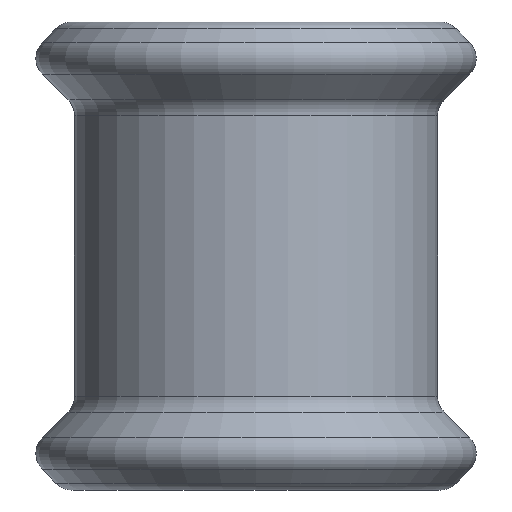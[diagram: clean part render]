
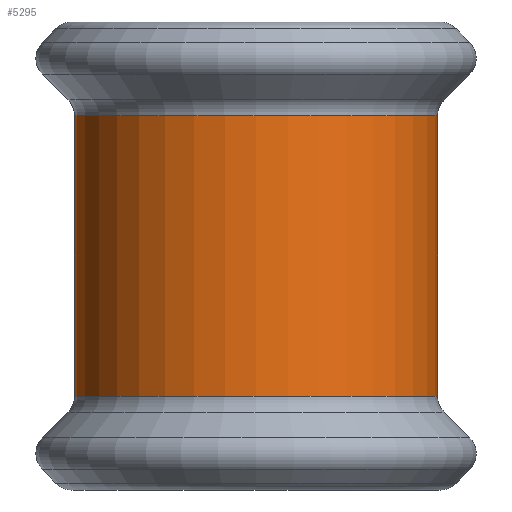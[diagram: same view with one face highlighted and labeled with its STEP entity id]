
A CAD part, front view. The second image highlights one B-rep face of the part: STEP entity #5295.
In plain terms, the highlighted cylindrical face has radius 6.16 mm (diameter 12.319 mm), a partial arc.
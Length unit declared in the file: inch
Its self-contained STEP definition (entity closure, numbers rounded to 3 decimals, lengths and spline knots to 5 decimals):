
#328 = CARTESIAN_POINT ( 'NONE',  ( -0.055, -0.594, 0.18751 ) ) ;
#431 = EDGE_CURVE ( 'NONE', #2522, #3243, #3072, .T. ) ;
#835 = AXIS2_PLACEMENT_3D ( 'NONE', #5166, #2421, #5628 ) ;
#899 = CARTESIAN_POINT ( 'NONE',  ( -0.055, -0.594, 0.18751 ) ) ;
#1204 = EDGE_CURVE ( 'NONE', #5743, #4962, #4054, .T. ) ;
#1348 = AXIS2_PLACEMENT_3D ( 'NONE', #1847, #5025, #2289 ) ;
#1847 = CARTESIAN_POINT ( 'NONE',  ( 0.1875, -0.594, -0.18751 ) ) ;
#2281 = DIRECTION ( 'NONE',  ( 0., 0., 1. ) ) ;
#2289 = DIRECTION ( 'NONE',  ( 1., 0., 0. ) ) ;
#2352 = ORIENTED_EDGE ( 'NONE', *, *, #431, .T. ) ;
#2421 = DIRECTION ( 'NONE',  ( 0., 0., 1. ) ) ;
#2441 = DIRECTION ( 'NONE',  ( 0., 0., 1. ) ) ;
#2490 = DIRECTION ( 'NONE',  ( 1., 0., 0. ) ) ;
#2522 = VERTEX_POINT ( 'NONE', #4985 ) ;
#2561 = EDGE_CURVE ( 'NONE', #5743, #2522, #4462, .T. ) ;
#2856 = VECTOR ( 'NONE', #2281, 39.37008 ) ;
#3072 = LINE ( 'NONE', #4007, #3206 ) ;
#3206 = VECTOR ( 'NONE', #4910, 39.37008 ) ;
#3243 = VERTEX_POINT ( 'NONE', #4542 ) ;
#3289 = ORIENTED_EDGE ( 'NONE', *, *, #4835, .F. ) ;
#3465 = EDGE_LOOP ( 'NONE', ( #5491, #2352, #3289, #5844 ) ) ;
#3887 = FACE_OUTER_BOUND ( 'NONE', #3465, .T. ) ;
#4007 = CARTESIAN_POINT ( 'NONE',  ( 0.43, -0.594, 0. ) ) ;
#4054 = LINE ( 'NONE', #899, #2856 ) ;
#4462 = CIRCLE ( 'NONE', #1348, 0.2425 ) ;
#4527 = CIRCLE ( 'NONE', #835, 0.2425 ) ;
#4542 = CARTESIAN_POINT ( 'NONE',  ( 0.43, -0.594, 0.18751 ) ) ;
#4805 = CARTESIAN_POINT ( 'NONE',  ( -0.055, -0.594, -0.18751 ) ) ;
#4835 = EDGE_CURVE ( 'NONE', #4962, #3243, #4527, .T. ) ;
#4910 = DIRECTION ( 'NONE',  ( 0., 0., 1. ) ) ;
#4962 = VERTEX_POINT ( 'NONE', #328 ) ;
#4985 = CARTESIAN_POINT ( 'NONE',  ( 0.43, -0.594, -0.18751 ) ) ;
#5025 = DIRECTION ( 'NONE',  ( 0., 0., 1. ) ) ;
#5166 = CARTESIAN_POINT ( 'NONE',  ( 0.1875, -0.594, 0.18751 ) ) ;
#5295 = ADVANCED_FACE ( 'NONE', ( #3887 ), #5603, .T. ) ;
#5491 = ORIENTED_EDGE ( 'NONE', *, *, #2561, .T. ) ;
#5518 = AXIS2_PLACEMENT_3D ( 'NONE', #5663, #2441, #2490 ) ;
#5603 = CYLINDRICAL_SURFACE ( 'NONE', #5518, 0.2425 ) ;
#5628 = DIRECTION ( 'NONE',  ( 1., 0., 0. ) ) ;
#5663 = CARTESIAN_POINT ( 'NONE',  ( 0.1875, -0.594, 0. ) ) ;
#5743 = VERTEX_POINT ( 'NONE', #4805 ) ;
#5844 = ORIENTED_EDGE ( 'NONE', *, *, #1204, .F. ) ;
